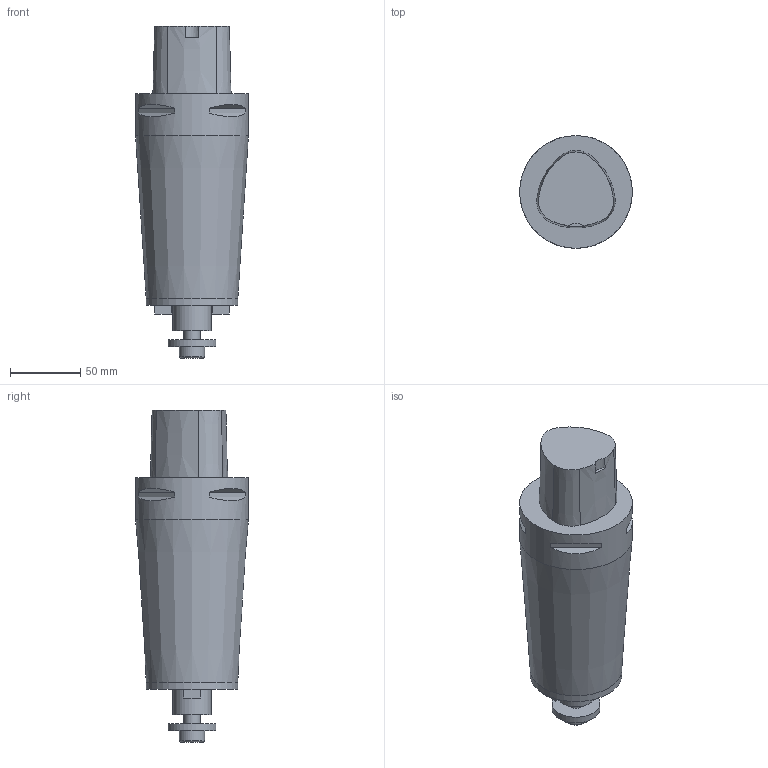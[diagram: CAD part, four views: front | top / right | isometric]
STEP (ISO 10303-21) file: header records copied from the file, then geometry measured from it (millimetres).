
FILE_DESCRIPTION(/* description */ ('3-D model version:1'),/* implementation_level */ '2;1');
FILE_NAME(/* name */ 'C8-391.05C-27150',/* time_stamp */ '2016-12-02T14:01:48',/* author */ ('InteractiveCad'),/* organization */ ('AB Sandvik Coromant'),/* preprocessor_version */ 'ST-DEVELOPER v11',/* originating_system */ 'SIEMENS UGS NX 6.0',/* authorization */ '');
FILE_SCHEMA(('AUTOMOTIVE_DESIGN'));
Length unit declared in the file: millimetre
Products named in the file (1): C8_391_05C_27150_SIM
Bounding box: 80 x 80 x 235.5 mm (x, y, z)
Volume: 768311.9 mm3; surface area: 56523.2 mm2
Topology: 1 solids, 1 shells, 45 faces, 93 edges, 61 vertices
Faces by surface type: plane 30, cylinder 7, cone 7, torus 1
Full cylindrical faces by diameter (mm): 12 x1, 18 x1, 27 x1, 34 x1, 65 x1, 80 x1
Entity records: 1260 total; most frequent: DIRECTION 218, CARTESIAN_POINT 201, ORIENTED_EDGE 170, AXIS2_PLACEMENT_3D 86, EDGE_CURVE 85, EDGE_LOOP 64, VERTEX_POINT 61, LINE 46
